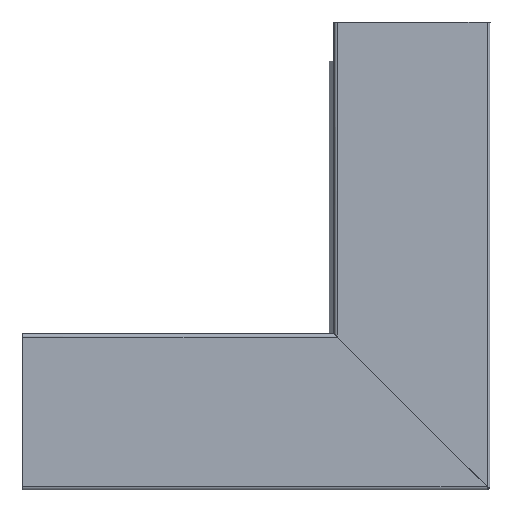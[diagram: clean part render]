
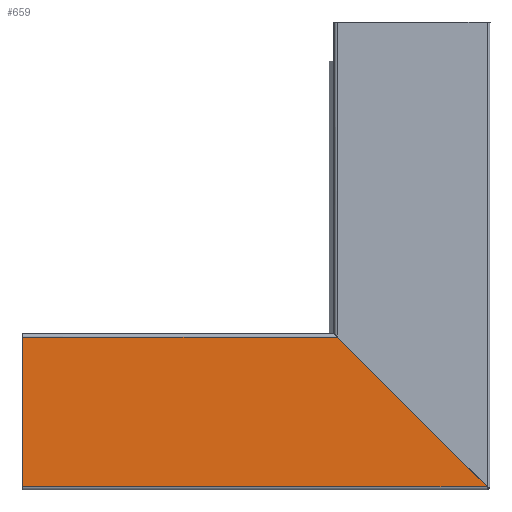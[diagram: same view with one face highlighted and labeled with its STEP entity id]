
A CAD part, left-side view. The second image highlights one B-rep face of the part: STEP entity #659.
In plain terms, the highlighted face is planar.
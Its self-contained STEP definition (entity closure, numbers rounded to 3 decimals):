
#113 = CARTESIAN_POINT ( 'NONE',  ( 1166.857, 67.777, -1931.139 ) ) ;
#147 = CARTESIAN_POINT ( 'NONE',  ( 1166.857, 67.777, -1662.68 ) ) ;
#656 = VECTOR ( 'NONE', #2733, 1000. ) ;
#659 = ADVANCED_FACE ( 'NONE', ( #10138 ), #5255, .F. ) ;
#679 = LINE ( 'NONE', #6324, #656 ) ;
#1038 = DIRECTION ( 'NONE',  ( 0., 0., -1. ) ) ;
#1366 = AXIS2_PLACEMENT_3D ( 'NONE', #4950, #4937, #4881 ) ;
#1468 = VECTOR ( 'NONE', #1038, 1000. ) ;
#1593 = LINE ( 'NONE', #5196, #5844 ) ;
#2733 = DIRECTION ( 'NONE',  ( 1., 0., 0. ) ) ;
#2826 = CARTESIAN_POINT ( 'NONE',  ( 1166.857, 67.777, -1854.239 ) ) ;
#3255 = EDGE_LOOP ( 'NONE', ( #9857, #7840, #7469, #10314 ) ) ;
#3578 = CARTESIAN_POINT ( 'NONE',  ( 928.346, 67.777, -1931.139 ) ) ;
#3825 = EDGE_CURVE ( 'NONE', #9509, #5354, #9770, .T. ) ;
#4656 = EDGE_CURVE ( 'NONE', #5722, #7349, #679, .T. ) ;
#4881 = DIRECTION ( 'NONE',  ( 1., 0., 0. ) ) ;
#4937 = DIRECTION ( 'NONE',  ( 0., -1., 0. ) ) ;
#4950 = CARTESIAN_POINT ( 'NONE',  ( 1139.758, 67.777, -1872.689 ) ) ;
#5196 = CARTESIAN_POINT ( 'NONE',  ( 1068.518, 67.777, -1790.968 ) ) ;
#5255 = PLANE ( 'NONE',  #1366 ) ;
#5354 = VERTEX_POINT ( 'NONE', #9464 ) ;
#5722 = VERTEX_POINT ( 'NONE', #3578 ) ;
#5844 = VECTOR ( 'NONE', #6123, 1000. ) ;
#6123 = DIRECTION ( 'NONE',  ( -0.707, 0., -0.707 ) ) ;
#6324 = CARTESIAN_POINT ( 'NONE',  ( 1139.758, 67.777, -1931.139 ) ) ;
#7349 = VERTEX_POINT ( 'NONE', #113 ) ;
#7469 = ORIENTED_EDGE ( 'NONE', *, *, #8201, .F. ) ;
#7527 = DIRECTION ( 'NONE',  ( -1., 0., 0. ) ) ;
#7570 = CARTESIAN_POINT ( 'NONE',  ( 1139.758, 67.777, -1854.239 ) ) ;
#7840 = ORIENTED_EDGE ( 'NONE', *, *, #4656, .F. ) ;
#7892 = EDGE_CURVE ( 'NONE', #9509, #7349, #8316, .T. ) ;
#8201 = EDGE_CURVE ( 'NONE', #5354, #5722, #1593, .T. ) ;
#8316 = LINE ( 'NONE', #147, #1468 ) ;
#9464 = CARTESIAN_POINT ( 'NONE',  ( 1005.246, 67.777, -1854.239 ) ) ;
#9509 = VERTEX_POINT ( 'NONE', #2826 ) ;
#9620 = VECTOR ( 'NONE', #7527, 1000. ) ;
#9770 = LINE ( 'NONE', #7570, #9620 ) ;
#9857 = ORIENTED_EDGE ( 'NONE', *, *, #7892, .T. ) ;
#10138 = FACE_OUTER_BOUND ( 'NONE', #3255, .T. ) ;
#10314 = ORIENTED_EDGE ( 'NONE', *, *, #3825, .F. ) ;
